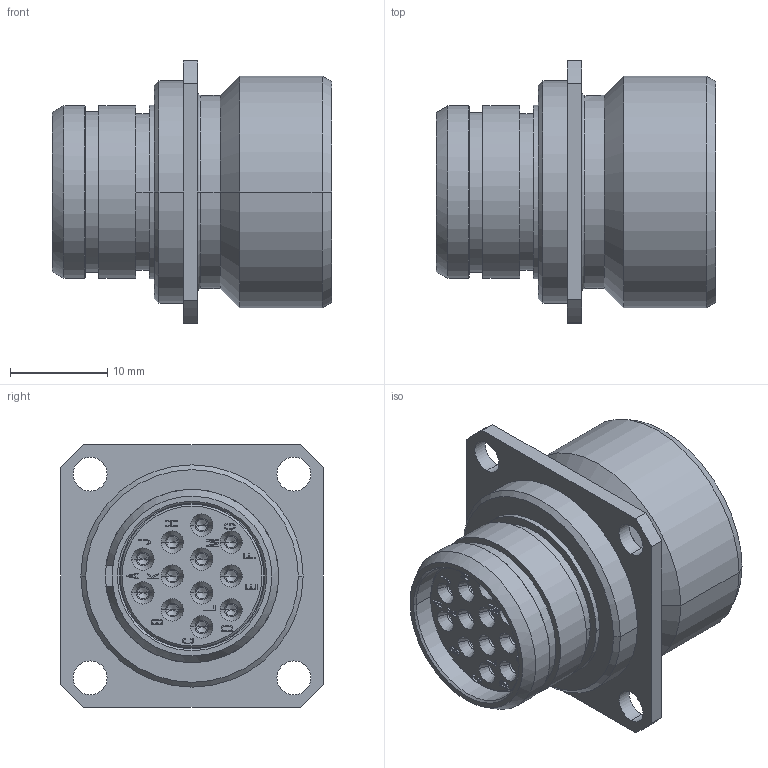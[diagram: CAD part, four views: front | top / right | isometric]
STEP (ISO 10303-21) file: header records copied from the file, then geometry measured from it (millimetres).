
FILE_DESCRIPTION((''),'2;1');
FILE_NAME('1332ER212FS','2024-07-26T10:53:48',('paultorloting'),('NET AG system integration'),'CREO PARAMETRIC BY PTC INC, 2021404','CREO PARAMETRIC BY PTC INC, 2021404','');
FILE_SCHEMA(('AUTOMOTIVE_DESIGN { 1 0 10303 214 1 1 1 1 }'));
Products named in the file (1): 1332ER212FS
Bounding box: 28.8 x 27 x 27 mm (x, y, z)
Volume: 6892.5 mm3; surface area: 9750 mm2
Topology: 1 solids, 1 shells, 1363 faces, 3676 edges, 2347 vertices
Faces by surface type: plane 713, cylinder 342, cone 125, torus 105, bspline 78
Entity records: 58497 total; most frequent: CARTESIAN_POINT 14148, DIRECTION 7320, ORIENTED_EDGE 7304, EDGE_CURVE 3652, AXIS2_PLACEMENT_3D 2696, VERTEX_POINT 2347, VECTOR 1925, LINE 1925
